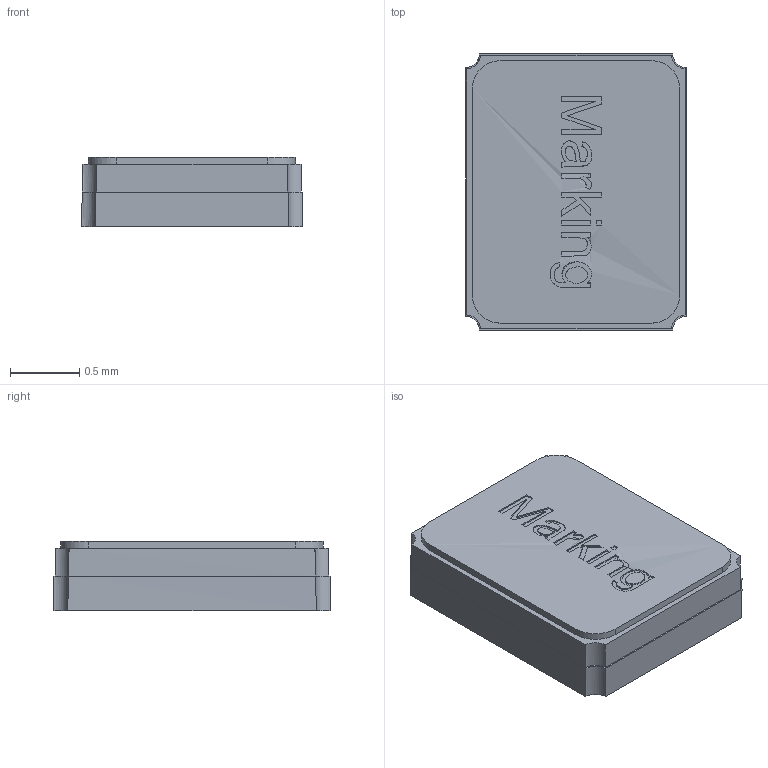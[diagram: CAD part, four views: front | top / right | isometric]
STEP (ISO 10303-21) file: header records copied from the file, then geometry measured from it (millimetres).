
FILE_DESCRIPTION(/* description */ ('Unknown'),/* implementation_level */ '2;1');
FILE_NAME(/* name */ 'Y_Wurth_WE-XTAL_Quartz-IQXC-42',/* time_stamp */ '2025-09-04T11:00:09+08:00',/* author */ ('Unknown'),/* organization */ ('Unknown'),/* preprocessor_version */ 'ST-DEVELOPER v19.4',/* originating_system */ 'Solid Edge',/* authorisation */ 'Unknown');
FILE_SCHEMA (('AUTOMOTIVE_DESIGN {1 0 10303 214 3 1 1}'));
Length unit declared in the file: millimetre
Products named in the file (2): Y_Wurth_WE-XTAL_Quartz-IQXC-42
Assembly tree (1 placements, depth 2):
  Y_Wurth_WE-XTAL_Quartz-IQXC-42
    Y_Wurth_WE-XTAL_Quartz-IQXC-42
Bounding box: 1.6 x 2 x 0.5 mm (x, y, z)
Volume: 1.6 mm3; surface area: 9.9 mm2
Topology: 1 solids, 1 shells, 98 faces, 253 edges, 168 vertices
Faces by surface type: plane 74, cylinder 13, bspline 11
Entity records: 3875 total; most frequent: CARTESIAN_POINT 1017, ORIENTED_EDGE 504, DIRECTION 324, EDGE_CURVE 252, VERTEX_POINT 168, B_SPLINE_CURVE_WITH_KNOTS 130, AXIS2_PLACEMENT_3D 113, EDGE_LOOP 110
